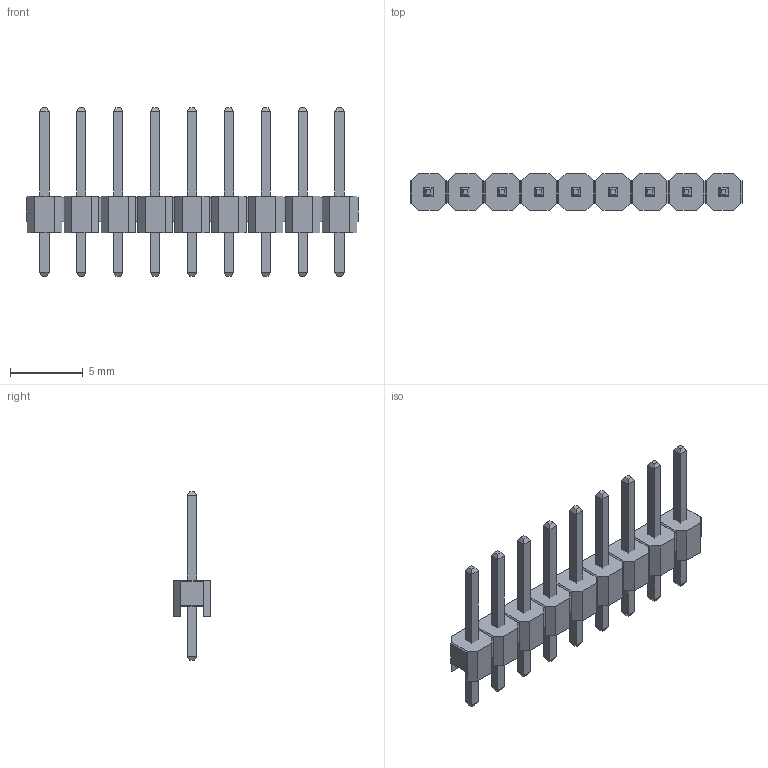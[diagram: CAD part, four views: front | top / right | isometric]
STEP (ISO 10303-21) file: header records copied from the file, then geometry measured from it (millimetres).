
FILE_DESCRIPTION(('STEP AP214'), '1');
FILE_NAME('DS1021-1x5SF11', '2017-07-09T05:27:23', ('Nobody'), (''), 'ASCON STEP Converter 1.3', 'ASCON Math Kernel', '');
FILE_SCHEMA(('AUTOMOTIVE_DESIGN { 1 0 10303 214 3 1 1}'));
Length unit declared in the file: millimetre
Assembly tree (10 placements, depth 2):
  (unnamed)
    (unnamed)
    (unnamed)  x9
Bounding box: 22.86 x 2.54 x 11.6 mm (x, y, z)
Volume: 147.2 mm3; surface area: 538.9 mm2
Topology: 10 solids, 10 shells, 292 faces, 636 edges, 364 vertices
Faces by surface type: plane 292
Entity records: 6600 total; most frequent: CARTESIAN_POINT 839, ORIENTED_EDGE 824, DIRECTION 794, EDGE_CURVE 412, LINE 412, VECTOR 412, VERTEX_POINT 236, AXIS2_PLACEMENT_3D 191
